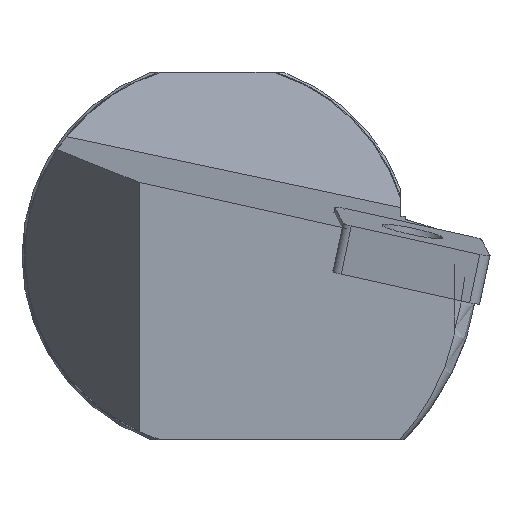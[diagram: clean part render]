
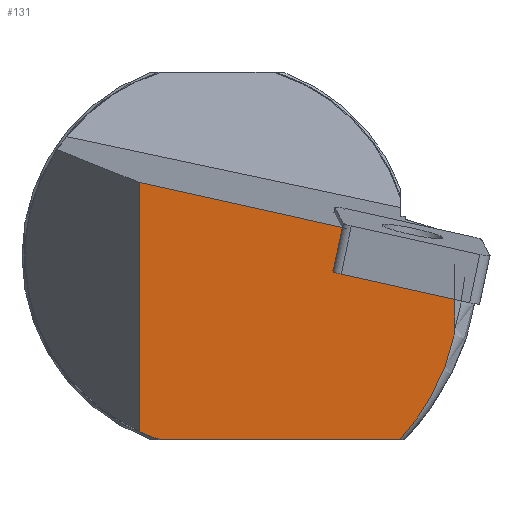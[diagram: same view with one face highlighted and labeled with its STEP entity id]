
A CAD part, left-side view. The second image highlights one B-rep face of the part: STEP entity #131.
In plain terms, the highlighted planar face has unit normal (-0.996, 0.087, 0).
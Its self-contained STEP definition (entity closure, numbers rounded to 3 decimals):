
#104=B_SPLINE_CURVE_WITH_KNOTS('',3,(#1028,#1029,#1030,#1031,#1032,#1033,
#1034,#1035,#1036,#1037),.UNSPECIFIED.,.F.,.F.,(4,2,2,2,4),(0.,0.125,0.25,
0.5,1.),.UNSPECIFIED.);
#131=ADVANCED_FACE('',(#187),#171,.T.);
#171=PLANE('',#739);
#187=FACE_OUTER_BOUND('',#224,.T.);
#224=EDGE_LOOP('',(#277,#278,#279,#280,#281,#282));
#267=ELLIPSE('',#738,24.694,24.6);
#277=ORIENTED_EDGE('',*,*,#554,.F.);
#278=ORIENTED_EDGE('',*,*,#555,.T.);
#279=ORIENTED_EDGE('',*,*,#551,.T.);
#280=ORIENTED_EDGE('',*,*,#556,.T.);
#281=ORIENTED_EDGE('',*,*,#557,.F.);
#282=ORIENTED_EDGE('',*,*,#558,.F.);
#482=VERTEX_POINT('',#1014);
#483=VERTEX_POINT('',#1015);
#485=VERTEX_POINT('',#1021);
#486=VERTEX_POINT('',#1022);
#487=VERTEX_POINT('',#1025);
#488=VERTEX_POINT('',#1027);
#551=EDGE_CURVE('',#482,#483,#655,.T.);
#554=EDGE_CURVE('',#485,#486,#657,.T.);
#555=EDGE_CURVE('',#485,#482,#658,.T.);
#556=EDGE_CURVE('',#483,#487,#267,.T.);
#557=EDGE_CURVE('',#488,#487,#659,.T.);
#558=EDGE_CURVE('',#486,#488,#104,.T.);
#655=LINE('',#1013,#695);
#657=LINE('',#1020,#697);
#658=LINE('',#1023,#698);
#659=LINE('',#1026,#699);
#695=VECTOR('',#816,1.);
#697=VECTOR('',#822,1.);
#698=VECTOR('',#823,1.);
#699=VECTOR('',#826,1.);
#738=AXIS2_PLACEMENT_3D('',#1024,#824,#825);
#739=AXIS2_PLACEMENT_3D('',#1038,#827,#828);
#816=DIRECTION('',(0.,0.,-1.));
#822=DIRECTION('',(0.,0.,-1.));
#823=DIRECTION('',(0.085,0.973,0.216));
#824=DIRECTION('',(-0.996,0.087,0.));
#825=DIRECTION('',(-0.087,-0.996,0.));
#826=DIRECTION('',(0.087,0.996,0.));
#827=DIRECTION('',(-0.996,0.087,0.));
#828=DIRECTION('',(-0.087,-0.996,0.));
#1013=CARTESIAN_POINT('',(5.518,45.003,33.687));
#1014=CARTESIAN_POINT('',(5.518,45.003,9.532));
#1015=CARTESIAN_POINT('',(5.518,45.003,-22.364));
#1020=CARTESIAN_POINT('',(1.983,4.598,33.687));
#1021=CARTESIAN_POINT('',(1.983,4.598,0.563));
#1022=CARTESIAN_POINT('',(1.983,4.598,-9.118));
#1023=CARTESIAN_POINT('',(2.592,11.554,2.107));
#1024=CARTESIAN_POINT('',(4.643,35.003,0.112));
#1025=CARTESIAN_POINT('',(5.28,42.277,-23.388));
#1026=CARTESIAN_POINT('',(1.983,4.598,-23.388));
#1027=CARTESIAN_POINT('',(2.6,11.649,-23.388));
#1028=CARTESIAN_POINT('',(1.983,4.598,-9.118));
#1029=CARTESIAN_POINT('',(1.983,4.598,-9.797));
#1030=CARTESIAN_POINT('',(1.998,4.772,-10.464));
#1031=CARTESIAN_POINT('',(2.027,5.098,-11.783));
#1032=CARTESIAN_POINT('',(2.044,5.292,-12.43));
#1033=CARTESIAN_POINT('',(2.101,5.944,-14.343));
#1034=CARTESIAN_POINT('',(2.147,6.472,-15.581));
#1035=CARTESIAN_POINT('',(2.308,8.311,-19.191));
#1036=CARTESIAN_POINT('',(2.443,9.85,-21.408));
#1037=CARTESIAN_POINT('',(2.6,11.649,-23.388));
#1038=CARTESIAN_POINT('',(1.983,4.598,33.687));
